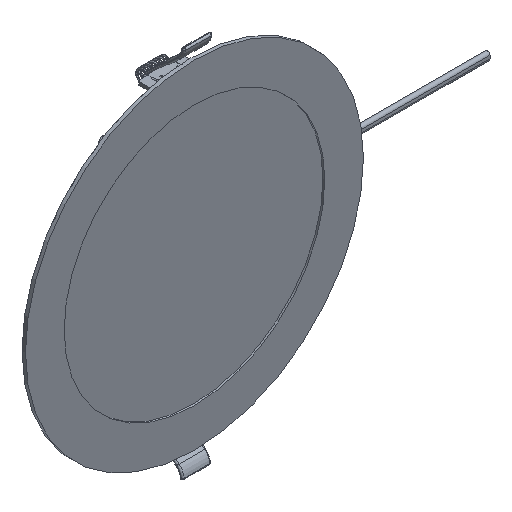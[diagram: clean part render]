
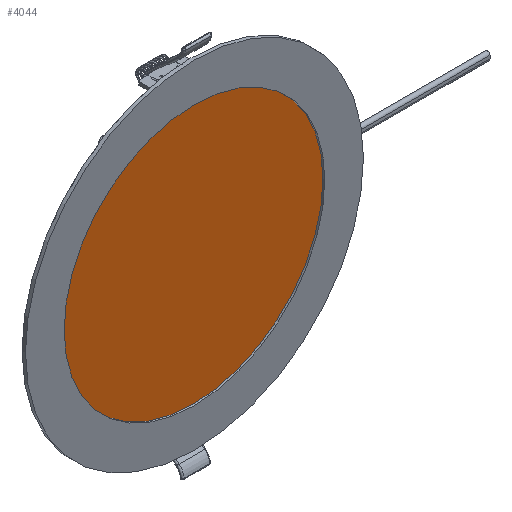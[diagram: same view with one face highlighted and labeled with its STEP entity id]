
A CAD part, isometric view. The second image highlights one B-rep face of the part: STEP entity #4044.
In plain terms, the highlighted planar face has unit normal (0, -1, 0).
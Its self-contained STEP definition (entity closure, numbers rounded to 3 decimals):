
#1248 = ORIENTED_EDGE ( 'NONE', *, *, #5232, .F. ) ;
#1790 = CARTESIAN_POINT ( 'NONE',  ( -92.95, 1.2, 0. ) ) ;
#2424 = ORIENTED_EDGE ( 'NONE', *, *, #15031, .F. ) ;
#2926 = AXIS2_PLACEMENT_3D ( 'NONE', #11337, #14997, #6053 ) ;
#4044 = ADVANCED_FACE ( 'NONE', ( #13552 ), #4829, .F. ) ;
#4735 = CARTESIAN_POINT ( 'NONE',  ( 0., 1.2, 0. ) ) ;
#4829 = PLANE ( 'NONE',  #6670 ) ;
#4857 = DIRECTION ( 'NONE',  ( 1., 0., 0. ) ) ;
#5232 = EDGE_CURVE ( 'NONE', #19774, #8217, #7059, .T. ) ;
#6053 = DIRECTION ( 'NONE',  ( -1., 0., 0. ) ) ;
#6459 = AXIS2_PLACEMENT_3D ( 'NONE', #4735, #12039, #4857 ) ;
#6670 = AXIS2_PLACEMENT_3D ( 'NONE', #13893, #11889, #15288 ) ;
#7059 = CIRCLE ( 'NONE', #2926, 92.95 ) ;
#8217 = VERTEX_POINT ( 'NONE', #8727 ) ;
#8727 = CARTESIAN_POINT ( 'NONE',  ( 92.95, 1.2, 0. ) ) ;
#11337 = CARTESIAN_POINT ( 'NONE',  ( 0., 1.2, 0. ) ) ;
#11889 = DIRECTION ( 'NONE',  ( 0., 1., 0. ) ) ;
#12039 = DIRECTION ( 'NONE',  ( 0., 1., 0. ) ) ;
#13552 = FACE_OUTER_BOUND ( 'NONE', #18901, .T. ) ;
#13893 = CARTESIAN_POINT ( 'NONE',  ( 0., 1.2, 0. ) ) ;
#14374 = CIRCLE ( 'NONE', #6459, 92.95 ) ;
#14997 = DIRECTION ( 'NONE',  ( 0., 1., 0. ) ) ;
#15031 = EDGE_CURVE ( 'NONE', #8217, #19774, #14374, .T. ) ;
#15288 = DIRECTION ( 'NONE',  ( 1., 0., 0. ) ) ;
#18901 = EDGE_LOOP ( 'NONE', ( #2424, #1248 ) ) ;
#19774 = VERTEX_POINT ( 'NONE', #1790 ) ;
